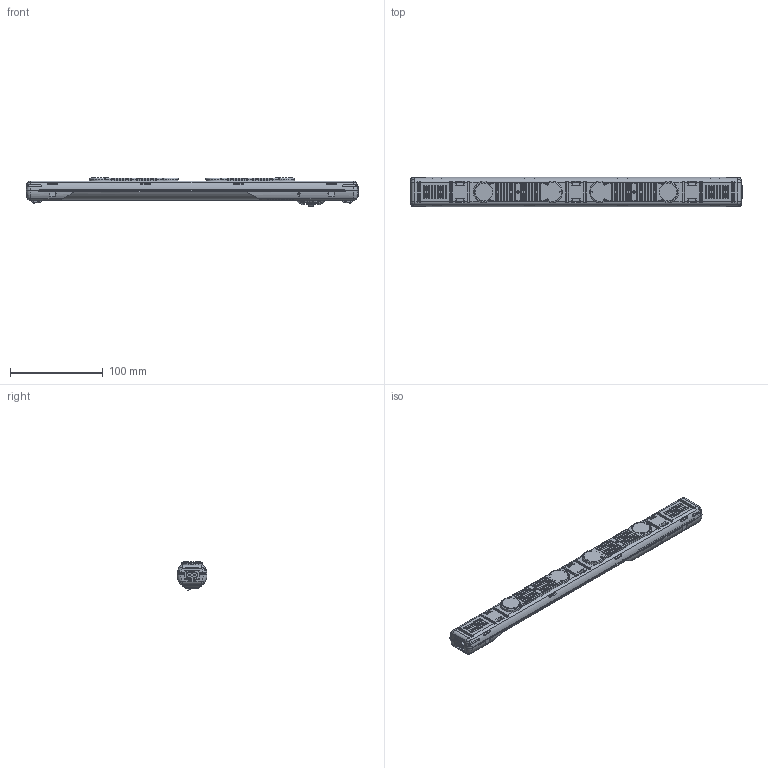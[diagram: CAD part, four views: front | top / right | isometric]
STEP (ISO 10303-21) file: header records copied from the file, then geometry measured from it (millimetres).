
FILE_DESCRIPTION((''),'2;1');
FILE_NAME('LL7000_ASM_1_ASM','2024-11-29T09:07:51',('alexcam'),(''),'CREO PARAMETRIC BY PTC INC, 2023294','CREO PARAMETRIC BY PTC INC, 2023294','');
FILE_SCHEMA(('AUTOMOTIVE_DESIGN { 1 0 10303 214 1 1 1 1 }'));
Products named in the file (12): LL7000_HOUSING_1_1; LL7000_BASE_1_1; LL7000_NEODYMIUM_MAGNET_1_1; LL7000_ROCKER_MOUNT_1; LL7000_PCB_1_1; ROCKER_SW_SMALL_1; KEYSTONE_ELECTRONICS_CORP_3548_; WIELAND_91_023_0053_0_CAD_STE_1; WIELAND_91_024_0053_0_CAD_STE_1; LL7000_PCB_ASM_1_ASM; FRICTION-PAD; LL7000_ASM_1_ASM
Assembly tree (16 placements, depth 3):
  LL7000_ASM_1_ASM
    LL7000_HOUSING_1_1
    LL7000_BASE_1_1
    LL7000_NEODYMIUM_MAGNET_1_1  x4
    LL7000_ROCKER_MOUNT_1
    LL7000_PCB_ASM_1_ASM
      LL7000_PCB_1_1
      ROCKER_SW_SMALL_1
      KEYSTONE_ELECTRONICS_CORP_3548_  x2
      WIELAND_91_023_0053_0_CAD_STE_1
      WIELAND_91_024_0053_0_CAD_STE_1
    FRICTION-PAD  x2
Bounding box: 357.4 x 32 x 30.66 mm (x, y, z)
Volume: 80942.9 mm3; surface area: 103946.3 mm2
Topology: 15 solids, 15 shells, 4068 faces, 12178 edges, 7992 vertices
Faces by surface type: plane 2049, cylinder 997, bspline 462, cone 383, torus 105, sphere 64, extrusion 8
Entity records: 194217 total; most frequent: CARTESIAN_POINT 56887, ORIENTED_EDGE 23448, DIRECTION 17722, EDGE_CURVE 11724, PRESENTATION_STYLE_ASSIGNMENT 11514, STYLED_ITEM 11496, CURVE_STYLE 11270, VERTEX_POINT 7576
